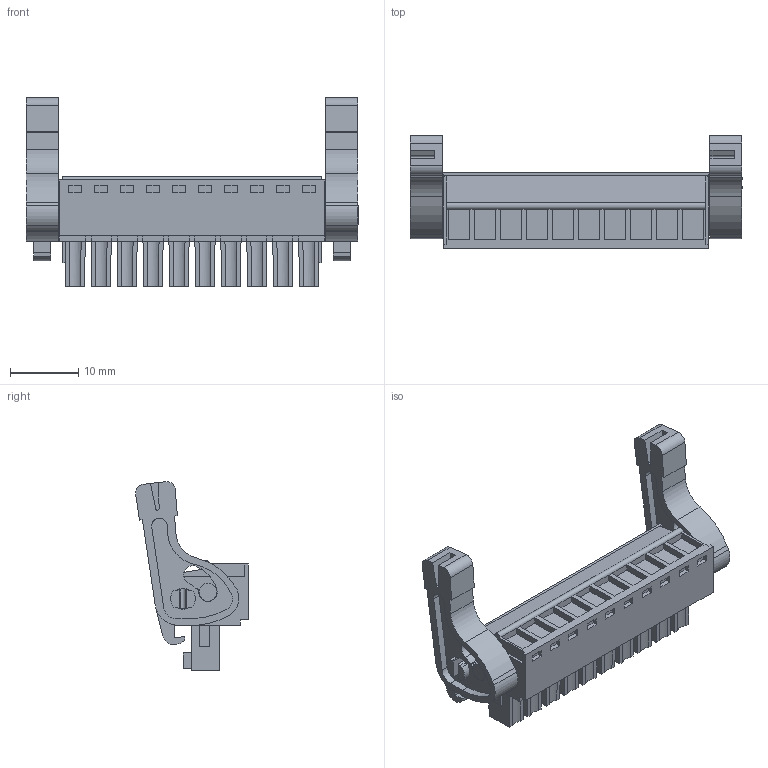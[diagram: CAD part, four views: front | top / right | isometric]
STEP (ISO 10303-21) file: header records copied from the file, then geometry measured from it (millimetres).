
FILE_DESCRIPTION(('CATIA V5 STEP','CAx-IF Rec.Pracs.--- Model Styling and Organization---1.2---2011-12-15'),'2;1');
FILE_NAME ('D1462221_0_2442550000_2442550000.stp','2017-07-31T14:57:17+00:00',('none'),('Weidmueller'),'CATIA Version 5-6 Release 2014','CATIA V5 STEP AP214','none');
FILE_SCHEMA(('AUTOMOTIVE_DESIGN { 1 0 10303 214 1 1 1 1 }'));
Length unit declared in the file: millimetre
Products named in the file (1): 2442550000
Bounding box: 48.69 x 16.55 x 27.68 mm (x, y, z)
Volume: 5119.8 mm3; surface area: 5380.7 mm2
Topology: 13 solids, 13 shells, 674 faces, 1763 edges, 1166 vertices
Faces by surface type: plane 507, cylinder 167
Entity records: 19786 total; most frequent: CARTESIAN_POINT 3571, ORIENTED_EDGE 3512, DIRECTION 2600, EDGE_CURVE 1756, VECTOR 1340, LINE 1340, VERTEX_POINT 1164, AXIS2_PLACEMENT_3D 816
